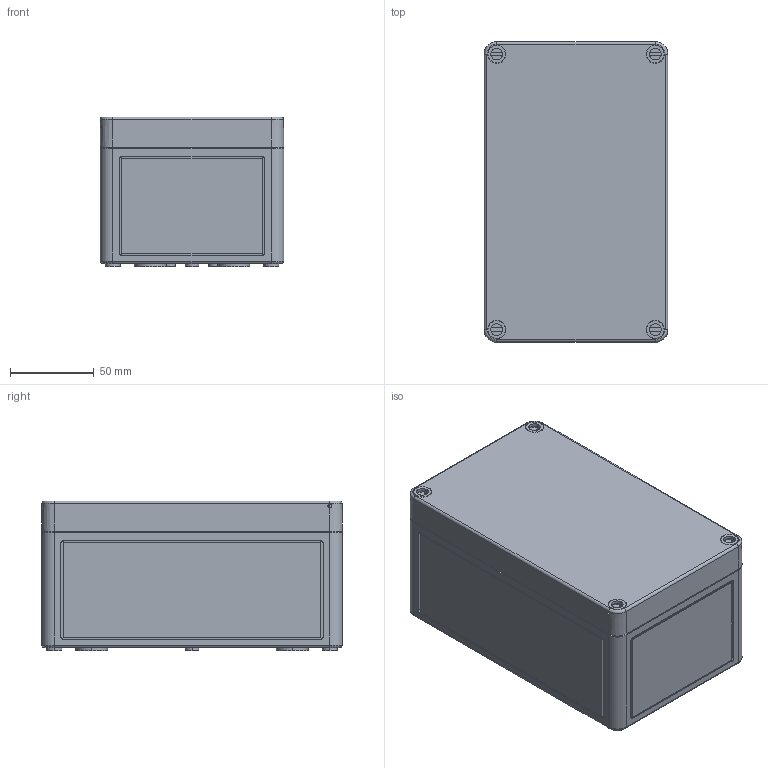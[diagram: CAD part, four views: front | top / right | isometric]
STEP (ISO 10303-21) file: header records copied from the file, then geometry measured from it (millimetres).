
FILE_DESCRIPTION (( 'STEP AP203' ), '1' );
FILE_NAME ('60111811.step', '2014-12-03T14:59:57', ( 'Windows-Benutzer' ), ( '' ), 'SwSTEP 2.0', 'SolidWorks 2014', '' );
FILE_SCHEMA (( 'CONFIG_CONTROL_DESIGN' ));
Length unit declared in the file: millimetre
Products named in the file (4): Deckel_TK1811-960111811; Schraube_TK34mm-grau60111811; 60111811; Kasten_TK1811-o60111811
Assembly tree (6 placements, depth 2):
  60111811
    Kasten_TK1811-o60111811
    Deckel_TK1811-960111811
    Schraube_TK34mm-grau60111811  x4
Bounding box: 110 x 180 x 89.7 mm (x, y, z)
Volume: 318133.4 mm3; surface area: 200523.3 mm2
Topology: 6 solids, 6 shells, 731 faces, 1862 edges, 1212 vertices
Faces by surface type: plane 385, cylinder 258, cone 72, torus 16
Entity records: 18896 total; most frequent: CARTESIAN_POINT 3340, DIRECTION 3294, ORIENTED_EDGE 3064, EDGE_CURVE 1532, AXIS2_PLACEMENT_3D 1194, VERTEX_POINT 996, VECTOR 906, LINE 906
